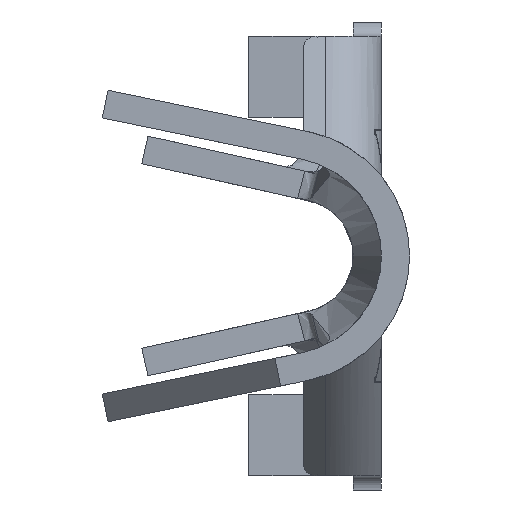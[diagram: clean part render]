
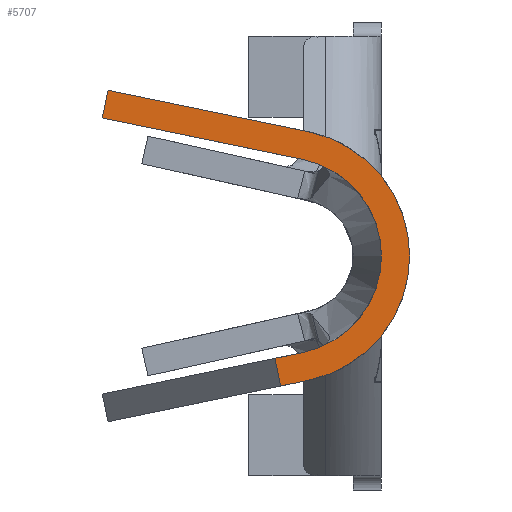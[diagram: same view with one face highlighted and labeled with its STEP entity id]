
A CAD part, left-side view. The second image highlights one B-rep face of the part: STEP entity #5707.
In plain terms, the highlighted planar face has unit normal (-1, 0, 0).
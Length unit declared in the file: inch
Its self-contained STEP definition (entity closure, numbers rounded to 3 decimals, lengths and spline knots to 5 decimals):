
#57 = CARTESIAN_POINT ( 'NONE',  ( -0.627, 0.05584, -0.06855 ) ) ;
#119 = VERTEX_POINT ( 'NONE', #7377 ) ;
#360 = DIRECTION ( 'NONE',  ( -1., 0., 0. ) ) ;
#492 = CARTESIAN_POINT ( 'NONE',  ( -0.627, 0.198, 0.09791 ) ) ;
#534 = EDGE_CURVE ( 'NONE', #119, #3501, #1936, .T. ) ;
#616 = VECTOR ( 'NONE', #3561, 39.37008 ) ;
#630 = EDGE_CURVE ( 'NONE', #8111, #4778, #4418, .T. ) ;
#847 = CARTESIAN_POINT ( 'NONE',  ( -0.627, 0.0518, -0.08814 ) ) ;
#901 = CARTESIAN_POINT ( 'NONE',  ( -0.627, 0.19395, 0.1175 ) ) ;
#930 = CARTESIAN_POINT ( 'NONE',  ( -0.627, 0.0518, -0.08814 ) ) ;
#1226 = ORIENTED_EDGE ( 'NONE', *, *, #8443, .T. ) ;
#1254 = CARTESIAN_POINT ( 'NONE',  ( -0.627, 0.0518, 0.08814 ) ) ;
#1371 = EDGE_CURVE ( 'NONE', #4778, #119, #2973, .T. ) ;
#1399 = LINE ( 'NONE', #4040, #3836 ) ;
#1517 = DIRECTION ( 'NONE',  ( 0., -0.202, -0.979 ) ) ;
#1652 = CARTESIAN_POINT ( 'NONE',  ( -0.627, 0.07, 0. ) ) ;
#1829 = ORIENTED_EDGE ( 'NONE', *, *, #1371, .T. ) ;
#1936 = CIRCLE ( 'NONE', #6758, 0.07 ) ;
#2004 = EDGE_CURVE ( 'NONE', #2947, #6582, #4801, .T. ) ;
#2303 = CARTESIAN_POINT ( 'NONE',  ( -0.627, 0.07, 0. ) ) ;
#2686 = EDGE_CURVE ( 'NONE', #5569, #8111, #7184, .T. ) ;
#2803 = VECTOR ( 'NONE', #1517, 39.37008 ) ;
#2947 = VERTEX_POINT ( 'NONE', #3024 ) ;
#2973 = LINE ( 'NONE', #5598, #7316 ) ;
#2994 = DIRECTION ( 'NONE',  ( 0., 0., 1. ) ) ;
#3024 = CARTESIAN_POINT ( 'NONE',  ( -0.627, 0.07558, -0.07263 ) ) ;
#3128 = DIRECTION ( 'NONE',  ( 0., 0.202, -0.979 ) ) ;
#3501 = VERTEX_POINT ( 'NONE', #57 ) ;
#3561 = DIRECTION ( 'NONE',  ( 0., -0.979, 0.202 ) ) ;
#3836 = VECTOR ( 'NONE', #6680, 39.37008 ) ;
#3886 = DIRECTION ( 'NONE',  ( 0., 0.979, 0.202 ) ) ;
#3960 = ORIENTED_EDGE ( 'NONE', *, *, #2004, .T. ) ;
#4026 = CIRCLE ( 'NONE', #7753, 0.09 ) ;
#4040 = CARTESIAN_POINT ( 'NONE',  ( -0.627, 0.05584, -0.06855 ) ) ;
#4293 = DIRECTION ( 'NONE',  ( -1., 0., 0. ) ) ;
#4418 = LINE ( 'NONE', #492, #7446 ) ;
#4458 = ORIENTED_EDGE ( 'NONE', *, *, #534, .T. ) ;
#4778 = VERTEX_POINT ( 'NONE', #6349 ) ;
#4801 = LINE ( 'NONE', #7443, #2803 ) ;
#4933 = DIRECTION ( 'NONE',  ( 1., 0., 0. ) ) ;
#4935 = FACE_OUTER_BOUND ( 'NONE', #6291, .T. ) ;
#5412 = ORIENTED_EDGE ( 'NONE', *, *, #630, .T. ) ;
#5514 = ORIENTED_EDGE ( 'NONE', *, *, #2686, .T. ) ;
#5569 = VERTEX_POINT ( 'NONE', #6548 ) ;
#5598 = CARTESIAN_POINT ( 'NONE',  ( -0.627, 0.05584, 0.06855 ) ) ;
#5707 = ADVANCED_FACE ( 'NONE', ( #4935 ), #7575, .T. ) ;
#5946 = VERTEX_POINT ( 'NONE', #847 ) ;
#6273 = CARTESIAN_POINT ( 'NONE',  ( -0.627, 0.07, 0. ) ) ;
#6291 = EDGE_LOOP ( 'NONE', ( #3960, #1226, #7481, #5514, #5412, #1829, #4458, #7054 ) ) ;
#6316 = EDGE_CURVE ( 'NONE', #5946, #5569, #4026, .T. ) ;
#6347 = CARTESIAN_POINT ( 'NONE',  ( -0.627, 0.07154, -0.09222 ) ) ;
#6349 = CARTESIAN_POINT ( 'NONE',  ( -0.627, 0.198, 0.09791 ) ) ;
#6548 = CARTESIAN_POINT ( 'NONE',  ( -0.627, 0.0518, 0.08814 ) ) ;
#6582 = VERTEX_POINT ( 'NONE', #6347 ) ;
#6680 = DIRECTION ( 'NONE',  ( 0., 0.979, -0.202 ) ) ;
#6758 = AXIS2_PLACEMENT_3D ( 'NONE', #2303, #4933, #7572 ) ;
#6852 = LINE ( 'NONE', #930, #616 ) ;
#6935 = DIRECTION ( 'NONE',  ( 0., 0., 1. ) ) ;
#7054 = ORIENTED_EDGE ( 'NONE', *, *, #7396, .T. ) ;
#7184 = LINE ( 'NONE', #1254, #7626 ) ;
#7316 = VECTOR ( 'NONE', #8234, 39.37008 ) ;
#7377 = CARTESIAN_POINT ( 'NONE',  ( -0.627, 0.05584, 0.06855 ) ) ;
#7396 = EDGE_CURVE ( 'NONE', #3501, #2947, #1399, .T. ) ;
#7443 = CARTESIAN_POINT ( 'NONE',  ( -0.627, 0.07558, -0.07263 ) ) ;
#7446 = VECTOR ( 'NONE', #3128, 39.37008 ) ;
#7481 = ORIENTED_EDGE ( 'NONE', *, *, #6316, .T. ) ;
#7484 = AXIS2_PLACEMENT_3D ( 'NONE', #1652, #4293, #6935 ) ;
#7572 = DIRECTION ( 'NONE',  ( 0., 0., 1. ) ) ;
#7575 = PLANE ( 'NONE',  #7484 ) ;
#7626 = VECTOR ( 'NONE', #3886, 39.37008 ) ;
#7753 = AXIS2_PLACEMENT_3D ( 'NONE', #6273, #360, #2994 ) ;
#8111 = VERTEX_POINT ( 'NONE', #901 ) ;
#8234 = DIRECTION ( 'NONE',  ( 0., -0.979, -0.202 ) ) ;
#8443 = EDGE_CURVE ( 'NONE', #6582, #5946, #6852, .T. ) ;
